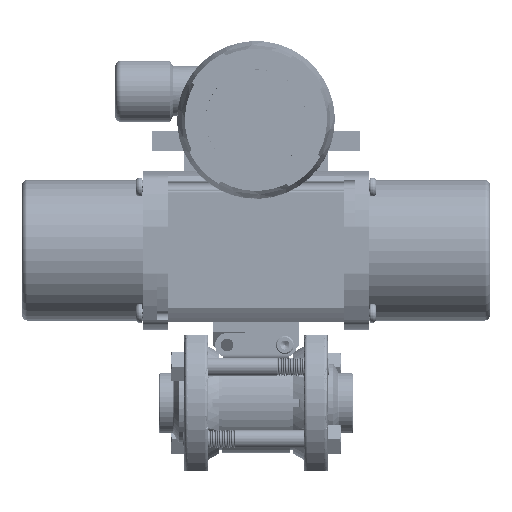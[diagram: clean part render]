
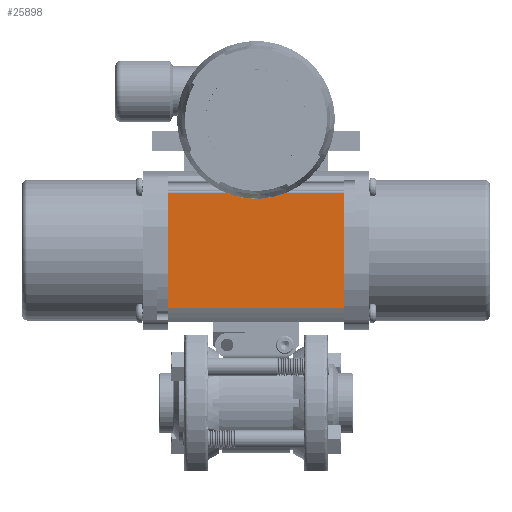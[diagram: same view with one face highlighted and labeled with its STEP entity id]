
A CAD part, top view. The second image highlights one B-rep face of the part: STEP entity #25898.
In plain terms, the highlighted planar face has unit normal (0, 0, 1).
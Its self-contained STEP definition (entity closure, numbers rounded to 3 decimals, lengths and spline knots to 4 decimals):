
#1340 = PLANE ( 'NONE',  #38611 ) ;
#8984 = ORIENTED_EDGE ( 'NONE', *, *, #233919, .F. ) ;
#19484 = EDGE_CURVE ( 'NONE', #26957, #79223, #186830, .T. ) ;
#25898 = ADVANCED_FACE ( 'NONE', ( #93863 ), #1340, .F. ) ;
#26957 = VERTEX_POINT ( 'NONE', #229709 ) ;
#38611 = AXIS2_PLACEMENT_3D ( 'NONE', #225344, #150973, #38980 ) ;
#38980 = DIRECTION ( 'NONE',  ( 0., -1., 0. ) ) ;
#46620 = ORIENTED_EDGE ( 'NONE', *, *, #225760, .T. ) ;
#46895 = CARTESIAN_POINT ( 'NONE',  ( -1.5275, 3.6544, 1.17 ) ) ;
#53305 = LINE ( 'NONE', #46895, #152847 ) ;
#69737 = VECTOR ( 'NONE', #211236, 39.3701 ) ;
#73681 = EDGE_LOOP ( 'NONE', ( #8984, #46620, #238226, #175850 ) ) ;
#75893 = LINE ( 'NONE', #114342, #175327 ) ;
#79223 = VERTEX_POINT ( 'NONE', #118824 ) ;
#79686 = CARTESIAN_POINT ( 'NONE',  ( -5.0403, 3.6471, 1.17 ) ) ;
#87328 = VECTOR ( 'NONE', #170920, 39.3701 ) ;
#89327 = EDGE_CURVE ( 'NONE', #26957, #94765, #53305, .T. ) ;
#93863 = FACE_OUTER_BOUND ( 'NONE', #73681, .T. ) ;
#94765 = VERTEX_POINT ( 'NONE', #173409 ) ;
#114342 = CARTESIAN_POINT ( 'NONE',  ( 1.5275, 3.6544, 1.17 ) ) ;
#115262 = CARTESIAN_POINT ( 'NONE',  ( -5.0403, 1.6529, 1.17 ) ) ;
#116982 = CARTESIAN_POINT ( 'NONE',  ( 1.5275, 3.6471, 1.17 ) ) ;
#118824 = CARTESIAN_POINT ( 'NONE',  ( 1.5275, 1.6529, 1.17 ) ) ;
#119454 = LINE ( 'NONE', #79686, #69737 ) ;
#132410 = DIRECTION ( 'NONE',  ( 0., -1., 0. ) ) ;
#132554 = VERTEX_POINT ( 'NONE', #116982 ) ;
#150973 = DIRECTION ( 'NONE',  ( 0., 0., -1. ) ) ;
#152847 = VECTOR ( 'NONE', #177691, 39.3701 ) ;
#170920 = DIRECTION ( 'NONE',  ( 1., 0., 0. ) ) ;
#173409 = CARTESIAN_POINT ( 'NONE',  ( -1.5275, 3.6471, 1.17 ) ) ;
#175327 = VECTOR ( 'NONE', #132410, 39.3701 ) ;
#175850 = ORIENTED_EDGE ( 'NONE', *, *, #19484, .T. ) ;
#177691 = DIRECTION ( 'NONE',  ( 0., 1., 0. ) ) ;
#186830 = LINE ( 'NONE', #115262, #87328 ) ;
#211236 = DIRECTION ( 'NONE',  ( -1., 0., 0. ) ) ;
#225344 = CARTESIAN_POINT ( 'NONE',  ( -5.0403, 3.6544, 1.17 ) ) ;
#225760 = EDGE_CURVE ( 'NONE', #132554, #94765, #119454, .T. ) ;
#229709 = CARTESIAN_POINT ( 'NONE',  ( -1.5275, 1.6529, 1.17 ) ) ;
#233919 = EDGE_CURVE ( 'NONE', #132554, #79223, #75893, .T. ) ;
#238226 = ORIENTED_EDGE ( 'NONE', *, *, #89327, .F. ) ;
